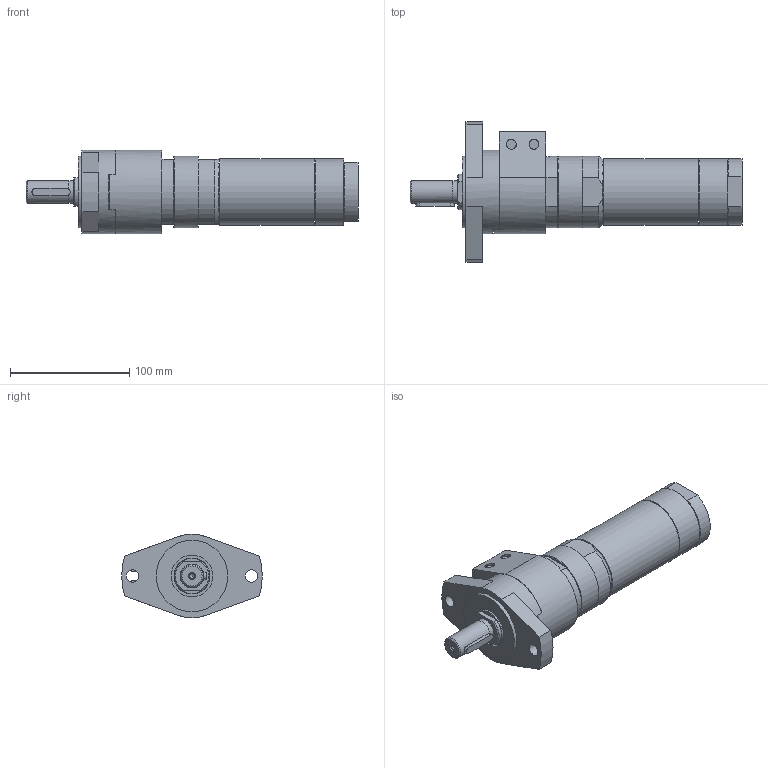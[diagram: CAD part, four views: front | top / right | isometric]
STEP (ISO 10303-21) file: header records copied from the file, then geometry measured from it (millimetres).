
FILE_DESCRIPTION(/* description */ (''),/* implementation_level */ '2;1');
FILE_NAME(/* name */ 'MUD 40-40 F100_60031877.stp',/* time_stamp */ '2018-11-28T09:55:05+01:00',/* author */ ('flambert'),/* organization */ (''),/* preprocessor_version */ 'ST-DEVELOPER v17',/* originating_system */ 'Autodesk Inventor 2018',/* authorisation */ '');
FILE_SCHEMA (('AUTOMOTIVE_DESIGN { 1 0 10303 214 3 1 1 }'));
Length unit declared in the file: millimetre
Products named in the file (1): MUD 40-40 F100_60031877
Bounding box: 278.7 x 118 x 70 mm (x, y, z)
Volume: 748489.7 mm3; surface area: 82704.7 mm2
Topology: 1 solids, 6 shells, 271 faces, 724 edges, 491 vertices
Faces by surface type: plane 154, cylinder 63, cone 35, torus 10, bspline 7, sphere 2
Full cylindrical faces by diameter (mm): 1.55 x2, 3.6 x1, 4 x1, 4.134 x1, 5 x1, 5.5 x1, 8.376 x2, 10 x2, 10.3 x2, 10.5 x2, 11.445 x2, 14.95 x1, 16 x2, 18 x2, 18.8 x1, 19 x1, 29.95 x1, 35 x1, 36.5 x1, 40 x1, 48.178 x2, 48.376 x2, 55.178 x1, 56 x2, 60 x2, 70 x1
Entity records: 9117 total; most frequent: CARTESIAN_POINT 1780, DIRECTION 1485, ORIENTED_EDGE 1442, EDGE_CURVE 721, AXIS2_PLACEMENT_3D 559, VERTEX_POINT 491, LINE 367, VECTOR 367
